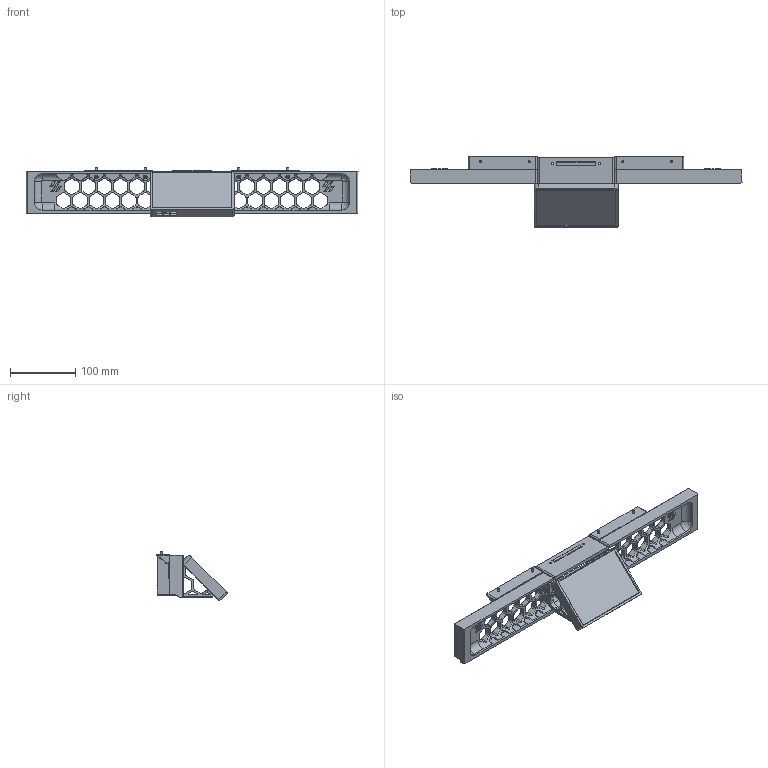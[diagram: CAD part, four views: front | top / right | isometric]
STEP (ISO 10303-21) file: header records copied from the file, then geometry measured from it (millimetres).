
FILE_DESCRIPTION(/* description */ (''),/* implementation_level */ '2;1');
FILE_NAME(/* name */ 'V2.4_thicc_trident_style_skirts.step',/* time_stamp */ '2024-07-16T08:39:13-05:00',/* author */ (''),/* organization */ (''),/* preprocessor_version */ 'ST-DEVELOPER v20',/* originating_system */ 'Autodesk Translation Framework v13.14.0.145',/* authorisation */ '');
FILE_SCHEMA (('AUTOMOTIVE_DESIGN { 1 0 10303 214 3 1 1 }'));
Products named in the file (10): V2.4_thicc_trident_style_skirts; front_v2; left; right; M3x8 SHCS; M3 Threaded Insert (67); PITFT50_45_degree_mount v5; BTT PITFT50 Mount v1; BTT PI TFT50 v2-cover; BTT PI TFT50 v2 v1
Assembly tree (19 placements, depth 4):
  V2.4_thicc_trident_style_skirts
    front_v2
      left
        M3x8 SHCS  x4
        M3 Threaded Insert (67)  x2
      right
        M3x8 SHCS  x4
        M3 Threaded Insert (67)  x2
    PITFT50_45_degree_mount v5
      BTT PITFT50 Mount v1
        BTT PI TFT50 v2-cover
        BTT PI TFT50 v2 v1
Bounding box: 510 x 109.24 x 76.49 mm (x, y, z)
Volume: 413303.3 mm3; surface area: 179102.9 mm2
Topology: 21 solids, 21 shells, 2037 faces, 5346 edges, 3396 vertices
Faces by surface type: plane 926, cylinder 535, bspline 326, cone 230, torus 20
Full cylindrical faces by diameter (mm): 2 x1, 2.5 x4, 2.9 x4, 3 x12, 3.2 x8, 3.5 x6, 4.2 x4, 4.25 x4, 4.6 x4, 4.7 x6, 5 x4, 5.5 x16, 6 x12, 7.2 x2, 15 x1, 26 x2
Entity records: 51597 total; most frequent: CARTESIAN_POINT 12530, ORIENTED_EDGE 8188, DIRECTION 7985, EDGE_CURVE 4094, AXIS2_PLACEMENT_3D 2717, VERTEX_POINT 2568, LINE 2551, VECTOR 2551
